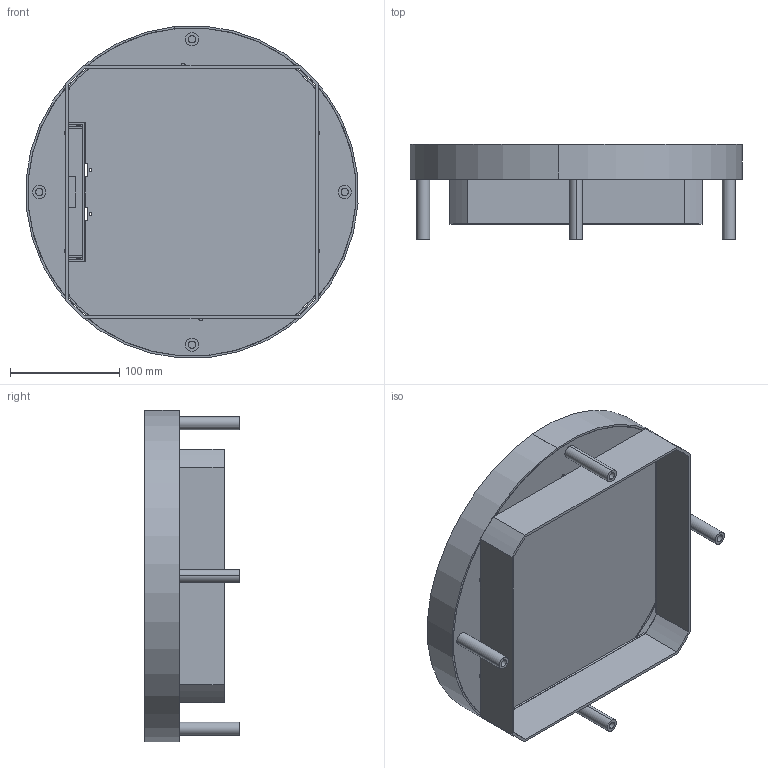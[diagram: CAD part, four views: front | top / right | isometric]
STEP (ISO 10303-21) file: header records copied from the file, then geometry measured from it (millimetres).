
FILE_DESCRIPTION((''),'2;1');
FILE_NAME('T-00984_ASM','2022-10-20T11:36:35',('letterg'),(''),'CREO PARAMETRIC BY PTC INC, 2022024','CREO PARAMETRIC BY PTC INC, 2022024','');
FILE_SCHEMA(('AUTOMOTIVE_DESIGN { 1 0 10303 214 1 1 1 1 }'));
Length unit declared in the file: millimetre
Products named in the file (17): T-00736; T-00737; T-00738; T-00739; T-00777_ASM; U09001; T-00625; T-00847_ASM; T-00733; T-00735; T-00771_ASM; T-00623M; T-00701M; T-00724M; T-00787M_ASM; T-00913_ASM; T-00984_ASM
Assembly tree (20 placements, depth 4):
  T-00984_ASM
    T-00847_ASM
      T-00777_ASM
        T-00736
        T-00737
        T-00738  x2
        T-00739
      U09001  x4
      T-00625
    T-00913_ASM
      T-00771_ASM
        T-00733
        T-00735
      T-00787M_ASM
        T-00623M
        T-00701M
        T-00724M
Bounding box: 304.26 x 87 x 304.26 mm (x, y, z)
Volume: 402309.8 mm3; surface area: 400567.3 mm2
Topology: 15 solids, 15 shells, 271 faces, 669 edges, 440 vertices
Faces by surface type: plane 170, cylinder 85, cone 9, bspline 6, torus 1
Full cylindrical faces by diameter (mm): 301 x1, 305 x1
Entity records: 9196 total; most frequent: CARTESIAN_POINT 1713, DIRECTION 1194, ORIENTED_EDGE 1110, EDGE_CURVE 555, VECTOR 408, LINE 408, AXIS2_PLACEMENT_3D 393, VERTEX_POINT 364
